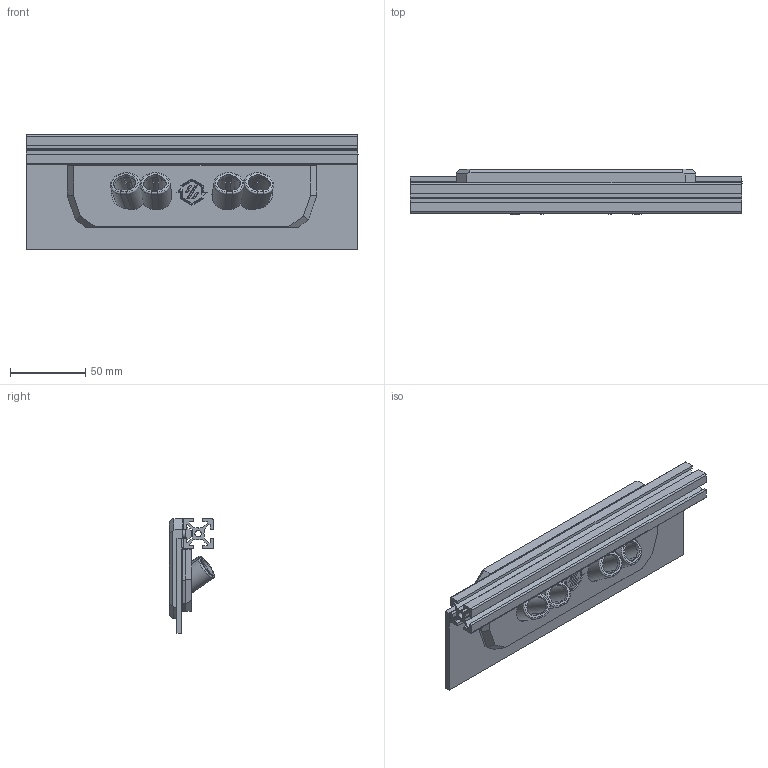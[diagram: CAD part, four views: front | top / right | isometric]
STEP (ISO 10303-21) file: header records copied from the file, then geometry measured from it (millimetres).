
FILE_DESCRIPTION(/* description */ (''),/* implementation_level */ '2;1');
FILE_NAME(/* name */ 'Umbilical Plate.step',/* time_stamp */ '2025-11-15T11:55:25+11:00',/* author */ (''),/* organization */ (''),/* preprocessor_version */ 'ST-DEVELOPER v20.1',/* originating_system */ 'Autodesk Translation Framework v14.21.0.0',/* authorisation */ '');
FILE_SCHEMA (('AUTOMOTIVE_DESIGN { 1 0 10303 214 3 1 1 }'));
Length unit declared in the file: millimetre
Products named in the file (21): Cable Management; Frame; Rear Panel (3); Foam Tape (1mm) (1) (3); Face Plate; Face Plate_part; Logo Insert; Logo Insert_part; Hexes; Hexes_part; Outer_part; 1mm Foam; Threaded Inserts; M3 Threaded Insert (3) (8) (1); M3x10 SHCS Screws; M3x10 SHCS (7); M5 T-Nuts; 2020 Drop-in T-nut, M5 (8); 2020 Drop-in T-nut, M5 (7); M5x10 BHCS Screws; M5x10 BHCS (1)
Assembly tree (27 placements, depth 3):
  Cable Management
    Frame
    Rear Panel (3)
      Foam Tape (1mm) (1) (3)
    Face Plate
      Face Plate_part
    Logo Insert
      Logo Insert_part
    Hexes
      Hexes_part
    Outer_part
    1mm Foam
    Threaded Inserts
      M3 Threaded Insert (3) (8) (1)  x4
    M3x10 SHCS Screws
      M3x10 SHCS (7)  x4
    M5 T-Nuts
      2020 Drop-in T-nut, M5 (8)
      2020 Drop-in T-nut, M5 (7)
    M5x10 BHCS Screws
      M5x10 BHCS (1)  x2
Bounding box: 220 x 29.89 x 76.1 mm (x, y, z)
Volume: 168658.4 mm3; surface area: 110823.9 mm2
Topology: 27 solids, 27 shells, 1665 faces, 4415 edges, 2868 vertices
Faces by surface type: plane 888, bspline 418, cylinder 241, cone 100, torus 16, sphere 2
Full cylindrical faces by diameter (mm): 3 x4, 3.2 x4, 3.4 x4, 4.1 x4, 4.2 x3, 4.25 x8, 4.7 x4, 5 x2, 5.2 x2, 5.5 x4, 6.2 x4, 9.5 x2, 10 x2
Entity records: 44231 total; most frequent: CARTESIAN_POINT 14386, ORIENTED_EDGE 6266, DIRECTION 5750, EDGE_CURVE 3133, LINE 2236, VECTOR 2236, VERTEX_POINT 2027, AXIS2_PLACEMENT_3D 1757
